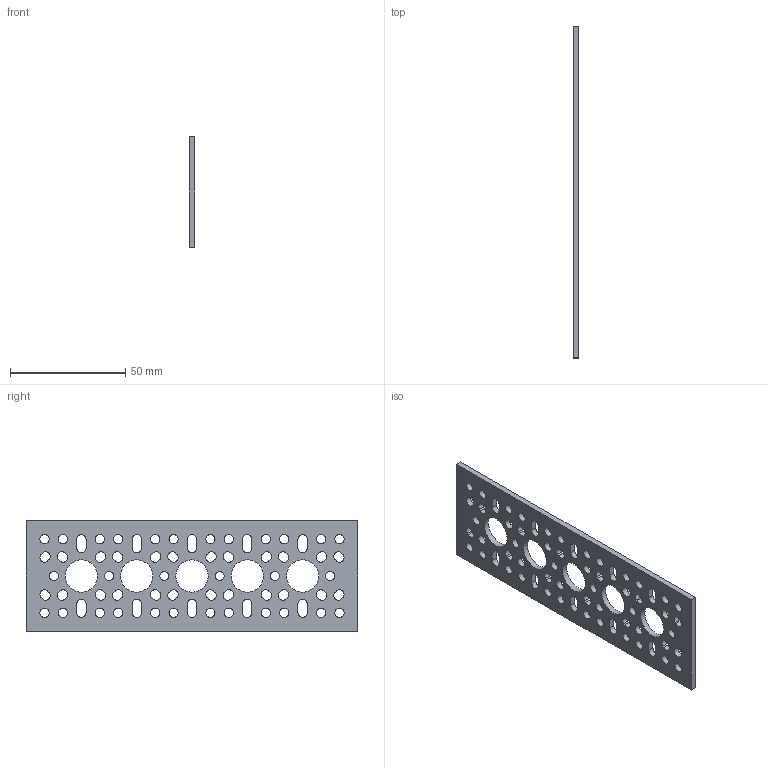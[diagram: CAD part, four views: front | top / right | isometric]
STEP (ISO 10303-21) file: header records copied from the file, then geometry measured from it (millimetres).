
FILE_DESCRIPTION( ( '' ), ' ' );
FILE_NAME( '5a2ac3d37c122e0ef434ac70.step', '2017-12-08T16:54:43', ( '' ), ( '' ), ' ', ' ', ' ' );
FILE_SCHEMA( ( 'AUTOMOTIVE_DESIGN { 1 0 10303 214 1 1 1 1 }' ) );
Length unit declared in the file: metre
Products named in the file (1): 1104-0005-0144
Bounding box: 2.5 x 144 x 48 mm (x, y, z)
Volume: 12780.4 mm3; surface area: 14027.1 mm2
Topology: 1 solids, 1 shells, 177 faces, 525 edges, 350 vertices
Faces by surface type: cylinder 103, plane 74
Full cylindrical faces by diameter (mm): 4 x30, 14 x5
Entity records: 7538 total; most frequent: DIRECTION 1052, CARTESIAN_POINT 1018, ORIENTED_EDGE 980, EDGE_CURVE 490, AXIS2_PLACEMENT_3D 384, EDGE_LOOP 350, VERTEX_POINT 350, LINE 284
